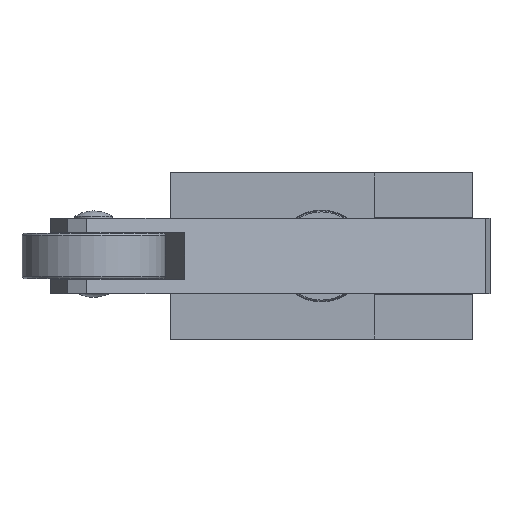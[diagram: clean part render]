
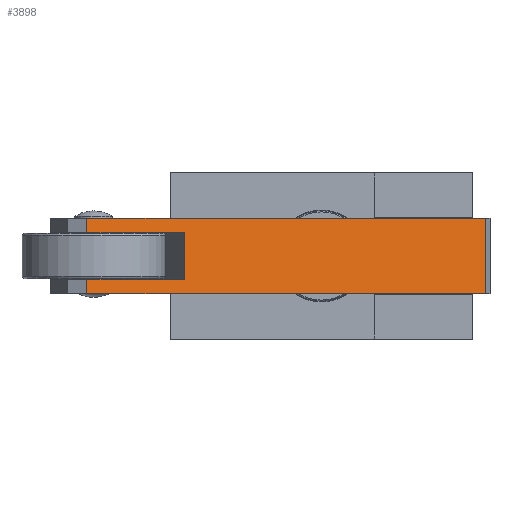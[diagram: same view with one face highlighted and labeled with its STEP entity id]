
A CAD part, left-side view. The second image highlights one B-rep face of the part: STEP entity #3898.
In plain terms, the highlighted planar face has unit normal (-0.927, -0.375, 0).
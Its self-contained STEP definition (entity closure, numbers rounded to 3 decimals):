
#333=LINE('',#8590,#625);
#341=LINE('',#8610,#633);
#343=LINE('',#8614,#635);
#345=LINE('',#8620,#637);
#348=LINE('',#8626,#640);
#356=LINE('',#8644,#648);
#358=LINE('',#8652,#650);
#359=LINE('',#8654,#651);
#625=VECTOR('',#6264,1000.);
#633=VECTOR('',#6282,1000.);
#635=VECTOR('',#6286,1000.);
#637=VECTOR('',#6292,1000.);
#640=VECTOR('',#6297,1000.);
#648=VECTOR('',#6313,1000.);
#650=VECTOR('',#6321,1000.);
#651=VECTOR('',#6324,1000.);
#839=PLANE('',#5405);
#1737=ORIENTED_EDGE('',*,*,#2286,.F.);
#1738=ORIENTED_EDGE('',*,*,#2282,.F.);
#1739=ORIENTED_EDGE('',*,*,#2287,.F.);
#1740=ORIENTED_EDGE('',*,*,#2273,.F.);
#1741=ORIENTED_EDGE('',*,*,#2270,.F.);
#1742=ORIENTED_EDGE('',*,*,#2267,.F.);
#1743=ORIENTED_EDGE('',*,*,#2265,.F.);
#1744=ORIENTED_EDGE('',*,*,#2255,.F.);
#2255=EDGE_CURVE('',#2627,#2628,#333,.T.);
#2265=EDGE_CURVE('',#2628,#2635,#341,.T.);
#2267=EDGE_CURVE('',#2635,#2636,#343,.T.);
#2270=EDGE_CURVE('',#2636,#2638,#345,.T.);
#2273=EDGE_CURVE('',#2638,#2640,#348,.T.);
#2282=EDGE_CURVE('',#2645,#2646,#356,.T.);
#2286=EDGE_CURVE('',#2646,#2627,#358,.T.);
#2287=EDGE_CURVE('',#2640,#2645,#359,.T.);
#2627=VERTEX_POINT('',#8589);
#2628=VERTEX_POINT('',#8591);
#2635=VERTEX_POINT('',#8611);
#2636=VERTEX_POINT('',#8615);
#2638=VERTEX_POINT('',#8621);
#2640=VERTEX_POINT('',#8627);
#2645=VERTEX_POINT('',#8643);
#2646=VERTEX_POINT('',#8645);
#3143=EDGE_LOOP('',(#1737,#1738,#1739,#1740,#1741,#1742,#1743,#1744));
#3555=FACE_BOUND('',#3143,.T.);
#3898=ADVANCED_FACE('',(#3555),#839,.T.);
#5405=AXIS2_PLACEMENT_3D('',#8653,#6322,#6323);
#6264=DIRECTION('',(-0.375,0.927,0.));
#6282=DIRECTION('',(0.,0.,1.));
#6286=DIRECTION('',(0.375,-0.927,0.));
#6292=DIRECTION('',(0.,0.,1.));
#6297=DIRECTION('',(-0.375,0.927,0.));
#6313=DIRECTION('',(0.375,-0.927,0.));
#6321=DIRECTION('',(0.,0.,-1.));
#6322=DIRECTION('',(-0.927,-0.375,0.));
#6323=DIRECTION('',(-0.375,0.927,0.));
#6324=DIRECTION('',(0.,0.,1.));
#8589=CARTESIAN_POINT('',(-91.339,-21.791,-5.));
#8590=CARTESIAN_POINT('',(-91.339,-21.791,-5.));
#8591=CARTESIAN_POINT('',(-112.692,31.059,-5.));
#8610=CARTESIAN_POINT('',(-112.692,31.059,-5.));
#8611=CARTESIAN_POINT('',(-112.692,31.059,-3.05));
#8614=CARTESIAN_POINT('',(-112.692,31.059,-3.05));
#8615=CARTESIAN_POINT('',(-107.447,18.078,-3.05));
#8620=CARTESIAN_POINT('',(-107.447,18.078,-3.05));
#8621=CARTESIAN_POINT('',(-107.447,18.078,3.05));
#8626=CARTESIAN_POINT('',(-107.447,18.078,3.05));
#8627=CARTESIAN_POINT('',(-112.692,31.059,3.05));
#8643=CARTESIAN_POINT('',(-112.692,31.059,5.));
#8644=CARTESIAN_POINT('',(-112.692,31.059,5.));
#8645=CARTESIAN_POINT('',(-91.339,-21.791,5.));
#8652=CARTESIAN_POINT('',(-91.339,-21.791,5.));
#8653=CARTESIAN_POINT('',(-90.912,-22.847,5.2));
#8654=CARTESIAN_POINT('',(-112.692,31.059,3.05));
